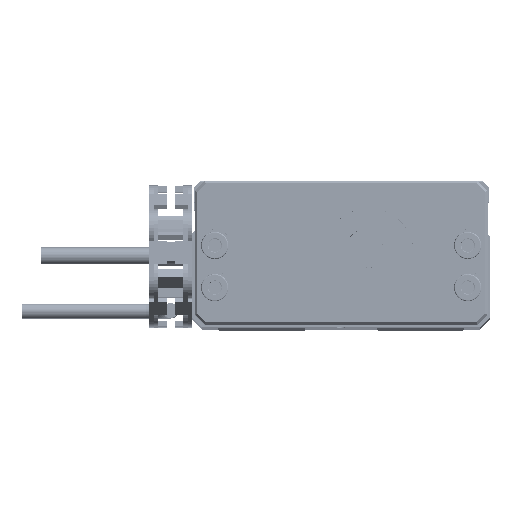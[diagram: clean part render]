
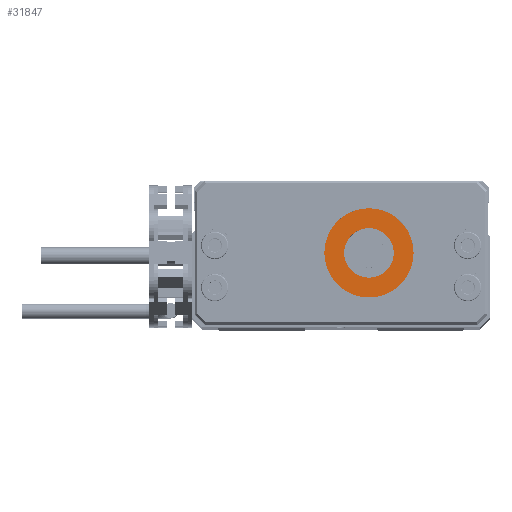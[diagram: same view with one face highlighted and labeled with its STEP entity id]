
A CAD part, top view. The second image highlights one B-rep face of the part: STEP entity #31847.
In plain terms, the highlighted planar face has unit normal (0, 0, 1).
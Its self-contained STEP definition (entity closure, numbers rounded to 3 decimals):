
#1133 = EDGE_LOOP ( 'NONE', ( #30346, #34441 ) ) ;
#6936 = CIRCLE ( 'NONE', #44296, 9. ) ;
#11894 = DIRECTION ( 'NONE',  ( 0., 0., 1. ) ) ;
#12144 = AXIS2_PLACEMENT_3D ( 'NONE', #64116, #11894, #43339 ) ;
#12812 = VERTEX_POINT ( 'NONE', #56535 ) ;
#13343 = DIRECTION ( 'NONE',  ( 0., 0., 1. ) ) ;
#13964 = EDGE_CURVE ( 'NONE', #16916, #35940, #43141, .T. ) ;
#14212 = EDGE_CURVE ( 'NONE', #12812, #61282, #6936, .T. ) ;
#16916 = VERTEX_POINT ( 'NONE', #35995 ) ;
#18290 = EDGE_CURVE ( 'NONE', #35940, #16916, #41161, .T. ) ;
#22929 = DIRECTION ( 'NONE',  ( 0., 0., -1. ) ) ;
#25783 = CARTESIAN_POINT ( 'NONE',  ( 35.1, -14.5, 8. ) ) ;
#27716 = CARTESIAN_POINT ( 'NONE',  ( 35.1, -14.5, 8. ) ) ;
#28838 = CARTESIAN_POINT ( 'NONE',  ( 40.1, -14.5, 8. ) ) ;
#29236 = DIRECTION ( 'NONE',  ( 0., 0., 1. ) ) ;
#29321 = ORIENTED_EDGE ( 'NONE', *, *, #18290, .T. ) ;
#30346 = ORIENTED_EDGE ( 'NONE', *, *, #14212, .T. ) ;
#31093 = DIRECTION ( 'NONE',  ( 1., 0., 0. ) ) ;
#31847 = ADVANCED_FACE ( 'NONE', ( #43662, #32993 ), #48371, .T. ) ;
#32993 = FACE_BOUND ( 'NONE', #46089, .T. ) ;
#33166 = CIRCLE ( 'NONE', #53451, 9. ) ;
#34441 = ORIENTED_EDGE ( 'NONE', *, *, #57818, .T. ) ;
#35940 = VERTEX_POINT ( 'NONE', #28838 ) ;
#35995 = CARTESIAN_POINT ( 'NONE',  ( 30.1, -14.5, 8. ) ) ;
#37129 = CARTESIAN_POINT ( 'NONE',  ( 35.1, -14.5, 8. ) ) ;
#41161 = CIRCLE ( 'NONE', #58309, 5. ) ;
#43141 = CIRCLE ( 'NONE', #58130, 5. ) ;
#43339 = DIRECTION ( 'NONE',  ( 1., 0., 0. ) ) ;
#43662 = FACE_OUTER_BOUND ( 'NONE', #1133, .T. ) ;
#44296 = AXIS2_PLACEMENT_3D ( 'NONE', #27716, #13343, #48124 ) ;
#46089 = EDGE_LOOP ( 'NONE', ( #29321, #62587 ) ) ;
#46505 = DIRECTION ( 'NONE',  ( 1., 0., 0. ) ) ;
#48124 = DIRECTION ( 'NONE',  ( 1., 0., 0. ) ) ;
#48371 = PLANE ( 'NONE',  #12144 ) ;
#51161 = DIRECTION ( 'NONE',  ( 0., 0., -1. ) ) ;
#52200 = CARTESIAN_POINT ( 'NONE',  ( 26.1, -14.5, 8. ) ) ;
#53451 = AXIS2_PLACEMENT_3D ( 'NONE', #25783, #29236, #46505 ) ;
#56535 = CARTESIAN_POINT ( 'NONE',  ( 44.1, -14.5, 8. ) ) ;
#57818 = EDGE_CURVE ( 'NONE', #61282, #12812, #33166, .T. ) ;
#58027 = DIRECTION ( 'NONE',  ( 1., 0., 0. ) ) ;
#58130 = AXIS2_PLACEMENT_3D ( 'NONE', #37129, #51161, #31093 ) ;
#58309 = AXIS2_PLACEMENT_3D ( 'NONE', #62732, #22929, #58027 ) ;
#61282 = VERTEX_POINT ( 'NONE', #52200 ) ;
#62587 = ORIENTED_EDGE ( 'NONE', *, *, #13964, .T. ) ;
#62732 = CARTESIAN_POINT ( 'NONE',  ( 35.1, -14.5, 8. ) ) ;
#64116 = CARTESIAN_POINT ( 'NONE',  ( 35.1, -14.5, 8. ) ) ;
